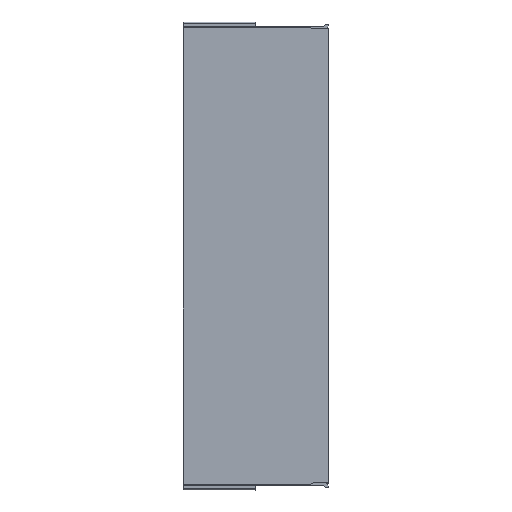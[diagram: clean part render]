
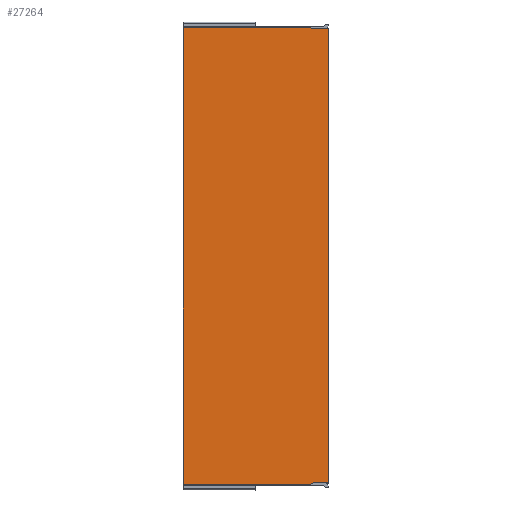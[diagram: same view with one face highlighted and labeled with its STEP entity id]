
A CAD part, top view. The second image highlights one B-rep face of the part: STEP entity #27264.
In plain terms, the highlighted planar face has unit normal (0, 0, 1).
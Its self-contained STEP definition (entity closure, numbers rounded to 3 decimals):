
#2255=DIRECTION('',(0.,1.,0.));
#2256=VECTOR('',#2255,91.44);
#2257=CARTESIAN_POINT('',(14.625,1.4,7.145));
#2258=LINE('',#2257,#2256);
#8128=CARTESIAN_POINT('',(-14.625,93.088,7.143));
#8136=CARTESIAN_POINT('',(-14.625,1.152,7.143));
#8866=DIRECTION('',(-0.907,0.421,-0.004));
#8867=VECTOR('',#8866,0.594);
#8868=CARTESIAN_POINT('',(11.525,92.84,7.145));
#8869=LINE('',#8868,#8867);
#8870=DIRECTION('',(-1.,0.,0.));
#8871=VECTOR('',#8870,3.1);
#8872=CARTESIAN_POINT('',(14.625,92.84,7.145));
#8873=LINE('',#8872,#8871);
#8874=DIRECTION('',(-1.,0.,0.));
#8875=VECTOR('',#8874,3.1);
#8876=CARTESIAN_POINT('',(14.625,1.4,7.145));
#8877=LINE('',#8876,#8875);
#8878=DIRECTION('',(-0.907,-0.421,-0.004));
#8879=VECTOR('',#8878,0.594);
#8880=CARTESIAN_POINT('',(11.525,1.4,7.145));
#8881=LINE('',#8880,#8879);
#8882=DIRECTION('',(1.,0.,0.));
#8883=VECTOR('',#8882,25.611);
#8884=CARTESIAN_POINT('',(-14.625,1.152,7.143));
#8885=LINE('',#8884,#8883);
#8886=DIRECTION('',(0.,1.,0.));
#8887=VECTOR('',#8886,91.936);
#8888=CARTESIAN_POINT('',(-14.625,1.152,7.143));
#8889=LINE('',#8888,#8887);
#8890=DIRECTION('',(-1.,0.,0.));
#8891=VECTOR('',#8890,25.611);
#8892=CARTESIAN_POINT('',(10.986,93.09,7.143));
#8893=LINE('',#8892,#8891);
#12079=CARTESIAN_POINT('',(14.625,1.4,7.145));
#12080=CARTESIAN_POINT('',(11.525,1.4,7.145));
#12081=VERTEX_POINT('',#12079);
#12082=VERTEX_POINT('',#12080);
#12117=VERTEX_POINT('',#8136);
#12126=CARTESIAN_POINT('',(10.986,1.15,7.143));
#12127=VERTEX_POINT('',#12126);
#12581=VERTEX_POINT('',#8128);
#12729=CARTESIAN_POINT('',(11.525,92.84,7.145));
#12731=VERTEX_POINT('',#12729);
#12791=CARTESIAN_POINT('',(10.986,93.09,7.143));
#12792=VERTEX_POINT('',#12791);
#12793=CARTESIAN_POINT('',(14.625,92.84,7.145));
#12794=VERTEX_POINT('',#12793);
#27246=CARTESIAN_POINT('',(-14.625,0.,7.145));
#27247=DIRECTION('',(0.,0.,1.));
#27248=DIRECTION('',(1.,0.,0.));
#27249=AXIS2_PLACEMENT_3D('',#27246,#27247,#27248);
#27250=PLANE('',#27249);
#27251=ORIENTED_EDGE('',*,*,#26180,.F.);
#27252=ORIENTED_EDGE('',*,*,#27241,.F.);
#27253=ORIENTED_EDGE('',*,*,#15652,.F.);
#27255=ORIENTED_EDGE('',*,*,#27254,.T.);
#27257=ORIENTED_EDGE('',*,*,#27256,.T.);
#27259=ORIENTED_EDGE('',*,*,#27258,.F.);
#27260=ORIENTED_EDGE('',*,*,#26129,.T.);
#27261=ORIENTED_EDGE('',*,*,#26163,.F.);
#27262=EDGE_LOOP('',(#27251,#27252,#27253,#27255,#27257,#27259,#27260,#27261));
#27263=FACE_OUTER_BOUND('',#27262,.F.);
#27264=ADVANCED_FACE('',(#27263),#27250,.T.);
#15652=EDGE_CURVE('',#12081,#12794,#2258,.T.);
#26129=EDGE_CURVE('',#12117,#12581,#8889,.T.);
#26163=EDGE_CURVE('',#12792,#12581,#8893,.T.);
#26180=EDGE_CURVE('',#12731,#12792,#8869,.T.);
#27241=EDGE_CURVE('',#12794,#12731,#8873,.T.);
#27254=EDGE_CURVE('',#12081,#12082,#8877,.T.);
#27256=EDGE_CURVE('',#12082,#12127,#8881,.T.);
#27258=EDGE_CURVE('',#12117,#12127,#8885,.T.);
